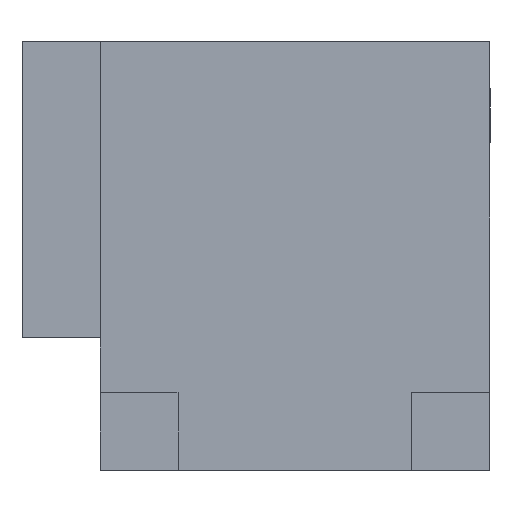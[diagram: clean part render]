
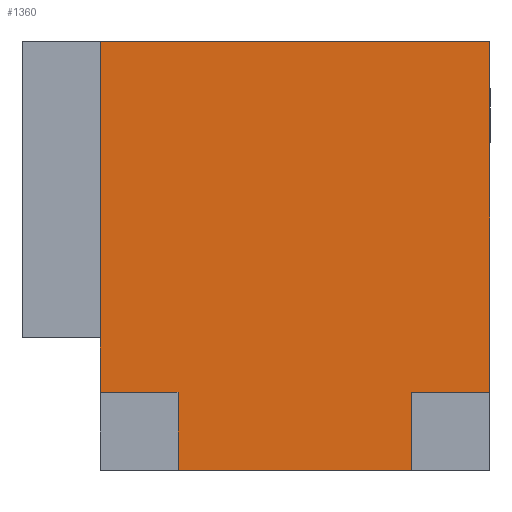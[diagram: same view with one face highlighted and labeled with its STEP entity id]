
A CAD part, left-side view. The second image highlights one B-rep face of the part: STEP entity #1360.
In plain terms, the highlighted planar face has unit normal (-1, 0, 0).
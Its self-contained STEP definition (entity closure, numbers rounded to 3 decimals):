
#8 = DIRECTION ( 'NONE',  ( 0., 0., -1. ) ) ;
#23 = EDGE_LOOP ( 'NONE', ( #394, #410, #709, #1294, #1242, #884, #461, #465, #679, #1130, #643 ) ) ;
#26 = DIRECTION ( 'NONE',  ( 0., -1., 0. ) ) ;
#54 = VECTOR ( 'NONE', #861, 1000. ) ;
#57 = DIRECTION ( 'NONE',  ( 0., -1., 0. ) ) ;
#75 = DIRECTION ( 'NONE',  ( 0., 0., -1. ) ) ;
#82 = CARTESIAN_POINT ( 'NONE',  ( -39.678, 5., 4.247 ) ) ;
#117 = VERTEX_POINT ( 'NONE', #565 ) ;
#171 = VECTOR ( 'NONE', #670, 1000. ) ;
#173 = CARTESIAN_POINT ( 'NONE',  ( -39.678, 5., -0.753 ) ) ;
#174 = VECTOR ( 'NONE', #882, 1000. ) ;
#182 = CARTESIAN_POINT ( 'NONE',  ( -39.678, 25., 7.747 ) ) ;
#199 = CARTESIAN_POINT ( 'NONE',  ( -39.678, 20., -0.753 ) ) ;
#200 = DIRECTION ( 'NONE',  ( 0., 0., -1. ) ) ;
#218 = VECTOR ( 'NONE', #511, 1000. ) ;
#232 = CARTESIAN_POINT ( 'NONE',  ( -39.678, 25., 26.747 ) ) ;
#241 = LINE ( 'NONE', #595, #671 ) ;
#256 = CARTESIAN_POINT ( 'NONE',  ( -39.678, 0., 4.247 ) ) ;
#290 = DIRECTION ( 'NONE',  ( 0., 0., -1. ) ) ;
#291 = CARTESIAN_POINT ( 'NONE',  ( -39.678, 30., 26.747 ) ) ;
#304 = EDGE_CURVE ( 'NONE', #1111, #117, #1118, .T. ) ;
#327 = VERTEX_POINT ( 'NONE', #888 ) ;
#333 = EDGE_CURVE ( 'NONE', #912, #460, #728, .T. ) ;
#372 = CARTESIAN_POINT ( 'NONE',  ( -39.678, 25., 15.836 ) ) ;
#382 = PLANE ( 'NONE',  #874 ) ;
#394 = ORIENTED_EDGE ( 'NONE', *, *, #914, .T. ) ;
#396 = DIRECTION ( 'NONE',  ( 0., -1., 0. ) ) ;
#410 = ORIENTED_EDGE ( 'NONE', *, *, #739, .F. ) ;
#421 = CARTESIAN_POINT ( 'NONE',  ( -39.678, 20., 4.247 ) ) ;
#435 = VECTOR ( 'NONE', #200, 1000. ) ;
#439 = VECTOR ( 'NONE', #1042, 1000. ) ;
#458 = VECTOR ( 'NONE', #396, 1000. ) ;
#460 = VERTEX_POINT ( 'NONE', #503 ) ;
#461 = ORIENTED_EDGE ( 'NONE', *, *, #1136, .T. ) ;
#465 = ORIENTED_EDGE ( 'NONE', *, *, #333, .T. ) ;
#477 = VECTOR ( 'NONE', #57, 1000. ) ;
#482 = EDGE_CURVE ( 'NONE', #1111, #1177, #1247, .T. ) ;
#490 = VERTEX_POINT ( 'NONE', #1056 ) ;
#502 = LINE ( 'NONE', #182, #54 ) ;
#503 = CARTESIAN_POINT ( 'NONE',  ( -39.678, 25., 7.747 ) ) ;
#511 = DIRECTION ( 'NONE',  ( 0., 0., 1. ) ) ;
#518 = LINE ( 'NONE', #421, #435 ) ;
#547 = LINE ( 'NONE', #602, #439 ) ;
#565 = CARTESIAN_POINT ( 'NONE',  ( -39.678, 25., 17.158 ) ) ;
#595 = CARTESIAN_POINT ( 'NONE',  ( -39.678, 25., 4.247 ) ) ;
#602 = CARTESIAN_POINT ( 'NONE',  ( -39.678, 25., -0.753 ) ) ;
#643 = ORIENTED_EDGE ( 'NONE', *, *, #763, .T. ) ;
#656 = LINE ( 'NONE', #1057, #218 ) ;
#670 = DIRECTION ( 'NONE',  ( 0., 0., -1. ) ) ;
#671 = VECTOR ( 'NONE', #26, 1000. ) ;
#679 = ORIENTED_EDGE ( 'NONE', *, *, #1086, .T. ) ;
#709 = ORIENTED_EDGE ( 'NONE', *, *, #1408, .T. ) ;
#728 = LINE ( 'NONE', #232, #174 ) ;
#732 = CARTESIAN_POINT ( 'NONE',  ( -39.678, 25., 26.747 ) ) ;
#739 = EDGE_CURVE ( 'NONE', #752, #1421, #1401, .T. ) ;
#752 = VERTEX_POINT ( 'NONE', #82 ) ;
#763 = EDGE_CURVE ( 'NONE', #327, #1109, #518, .T. ) ;
#773 = FACE_OUTER_BOUND ( 'NONE', #23, .T. ) ;
#802 = CARTESIAN_POINT ( 'NONE',  ( -39.678, 30., 0. ) ) ;
#861 = DIRECTION ( 'NONE',  ( 0., 0., -1. ) ) ;
#874 = AXIS2_PLACEMENT_3D ( 'NONE', #802, #1045, #290 ) ;
#882 = DIRECTION ( 'NONE',  ( 0., 0., -1. ) ) ;
#884 = ORIENTED_EDGE ( 'NONE', *, *, #304, .T. ) ;
#888 = CARTESIAN_POINT ( 'NONE',  ( -39.678, 20., 4.247 ) ) ;
#889 = VECTOR ( 'NONE', #8, 1000. ) ;
#912 = VERTEX_POINT ( 'NONE', #372 ) ;
#914 = EDGE_CURVE ( 'NONE', #1109, #1421, #547, .T. ) ;
#995 = CARTESIAN_POINT ( 'NONE',  ( -39.678, 5., 4.247 ) ) ;
#1042 = DIRECTION ( 'NONE',  ( 0., -1., 0. ) ) ;
#1045 = DIRECTION ( 'NONE',  ( 1., 0., 0. ) ) ;
#1056 = CARTESIAN_POINT ( 'NONE',  ( -39.678, 25., 4.247 ) ) ;
#1057 = CARTESIAN_POINT ( 'NONE',  ( -39.678, 0., 0. ) ) ;
#1061 = CARTESIAN_POINT ( 'NONE',  ( -39.678, 0., 4.247 ) ) ;
#1075 = EDGE_CURVE ( 'NONE', #1328, #1177, #656, .T. ) ;
#1082 = CARTESIAN_POINT ( 'NONE',  ( -39.678, 25., 26.747 ) ) ;
#1086 = EDGE_CURVE ( 'NONE', #460, #490, #502, .T. ) ;
#1094 = CARTESIAN_POINT ( 'NONE',  ( -39.678, 0., 26.747 ) ) ;
#1096 = CARTESIAN_POINT ( 'NONE',  ( -39.678, 25., 26.747 ) ) ;
#1109 = VERTEX_POINT ( 'NONE', #199 ) ;
#1111 = VERTEX_POINT ( 'NONE', #1082 ) ;
#1118 = LINE ( 'NONE', #1096, #889 ) ;
#1130 = ORIENTED_EDGE ( 'NONE', *, *, #1336, .T. ) ;
#1136 = EDGE_CURVE ( 'NONE', #117, #912, #1322, .T. ) ;
#1177 = VERTEX_POINT ( 'NONE', #1094 ) ;
#1242 = ORIENTED_EDGE ( 'NONE', *, *, #482, .F. ) ;
#1247 = LINE ( 'NONE', #291, #477 ) ;
#1294 = ORIENTED_EDGE ( 'NONE', *, *, #1075, .T. ) ;
#1322 = LINE ( 'NONE', #732, #1390 ) ;
#1328 = VERTEX_POINT ( 'NONE', #256 ) ;
#1336 = EDGE_CURVE ( 'NONE', #490, #327, #241, .T. ) ;
#1340 = LINE ( 'NONE', #1061, #458 ) ;
#1360 = ADVANCED_FACE ( 'NONE', ( #773 ), #382, .F. ) ;
#1390 = VECTOR ( 'NONE', #75, 1000. ) ;
#1401 = LINE ( 'NONE', #995, #171 ) ;
#1408 = EDGE_CURVE ( 'NONE', #752, #1328, #1340, .T. ) ;
#1421 = VERTEX_POINT ( 'NONE', #173 ) ;
